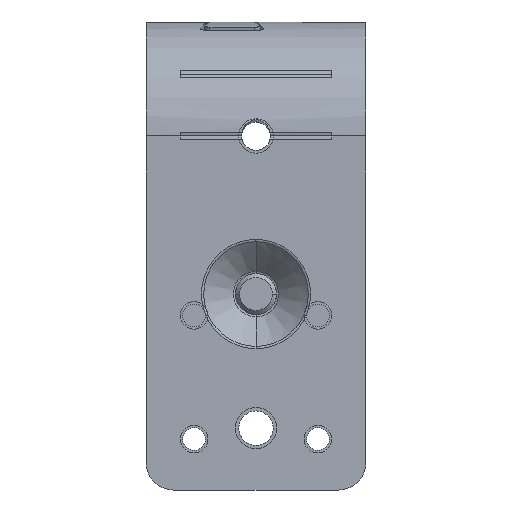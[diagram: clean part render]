
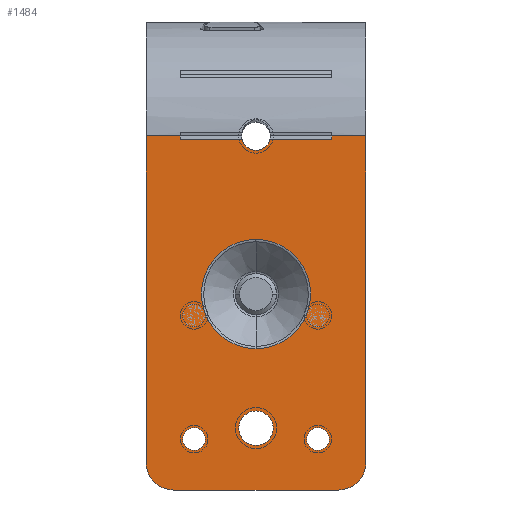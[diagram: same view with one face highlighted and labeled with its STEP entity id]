
A CAD part, front view. The second image highlights one B-rep face of the part: STEP entity #1484.
In plain terms, the highlighted planar face has unit normal (0, -1, 0).
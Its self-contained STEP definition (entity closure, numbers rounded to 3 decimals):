
#139=DIRECTION('',(0.,0.,-1.));
#140=VECTOR('',#139,5.);
#141=CARTESIAN_POINT('',(-51.5,0.,0.));
#142=LINE('',#141,#140);
#143=DIRECTION('',(1.,0.,0.));
#144=VECTOR('',#143,47.5);
#145=CARTESIAN_POINT('',(-51.5,0.,0.));
#146=LINE('',#145,#144);
#147=CARTESIAN_POINT('',(-4.,0.,-4.));
#148=DIRECTION('',(0.,-1.,0.));
#149=DIRECTION('',(1.,0.,0.));
#150=AXIS2_PLACEMENT_3D('',#147,#148,#149);
#152=DIRECTION('',(0.,0.,-1.));
#153=VECTOR('',#152,24.);
#154=CARTESIAN_POINT('',(0.,0.,-4.));
#155=LINE('',#154,#153);
#156=CARTESIAN_POINT('',(-4.,0.,-28.));
#157=DIRECTION('',(0.,-1.,0.));
#158=DIRECTION('',(0.,0.,-1.));
#159=AXIS2_PLACEMENT_3D('',#156,#157,#158);
#161=DIRECTION('',(-1.,0.,0.));
#162=VECTOR('',#161,47.5);
#163=CARTESIAN_POINT('',(-4.,0.,-32.));
#164=LINE('',#163,#162);
#165=DIRECTION('',(0.,0.,-1.));
#166=VECTOR('',#165,5.);
#167=CARTESIAN_POINT('',(-51.5,0.,-27.));
#168=LINE('',#167,#166);
#169=DIRECTION('',(1.,0.,0.));
#170=VECTOR('',#169,0.5);
#171=CARTESIAN_POINT('',(-51.5,0.,-27.));
#172=LINE('',#171,#170);
#173=DIRECTION('',(0.,0.,1.));
#174=VECTOR('',#173,8.96);
#175=CARTESIAN_POINT('',(-51.,0.,-27.));
#176=LINE('',#175,#174);
#177=CARTESIAN_POINT('',(-51.5,0.,-16.));
#178=DIRECTION('',(0.,-1.,0.));
#179=DIRECTION('',(0.238,0.,-0.971));
#180=AXIS2_PLACEMENT_3D('',#177,#178,#179);
#182=CARTESIAN_POINT('',(-51.5,0.,-16.));
#183=DIRECTION('',(0.,-1.,0.));
#184=DIRECTION('',(1.,0.,0.));
#185=AXIS2_PLACEMENT_3D('',#182,#183,#184);
#187=DIRECTION('',(0.,0.,1.));
#188=VECTOR('',#187,8.96);
#189=CARTESIAN_POINT('',(-51.,0.,-13.96));
#190=LINE('',#189,#188);
#191=DIRECTION('',(1.,0.,0.));
#192=VECTOR('',#191,0.5);
#193=CARTESIAN_POINT('',(-51.5,0.,-5.));
#194=LINE('',#193,#192);
#195=CARTESIAN_POINT('',(-28.5,0.,-16.));
#196=DIRECTION('',(0.,1.,0.));
#197=DIRECTION('',(-1.,0.,0.));
#198=AXIS2_PLACEMENT_3D('',#195,#196,#197);
#200=CARTESIAN_POINT('',(-28.5,0.,-16.));
#201=DIRECTION('',(0.,1.,0.));
#202=DIRECTION('',(1.,0.,0.));
#203=AXIS2_PLACEMENT_3D('',#200,#201,#202);
#205=CARTESIAN_POINT('',(-7.4,0.,-7.));
#206=DIRECTION('',(0.,1.,0.));
#207=DIRECTION('',(1.,0.,0.));
#208=AXIS2_PLACEMENT_3D('',#205,#206,#207);
#210=CARTESIAN_POINT('',(-7.4,0.,-7.));
#211=DIRECTION('',(0.,1.,0.));
#212=DIRECTION('',(-1.,0.,0.));
#213=AXIS2_PLACEMENT_3D('',#210,#211,#212);
#215=CARTESIAN_POINT('',(-7.4,0.,-25.));
#216=DIRECTION('',(0.,1.,0.));
#217=DIRECTION('',(1.,0.,0.));
#218=AXIS2_PLACEMENT_3D('',#215,#216,#217);
#220=CARTESIAN_POINT('',(-7.4,0.,-25.));
#221=DIRECTION('',(0.,1.,0.));
#222=DIRECTION('',(-1.,0.,0.));
#223=AXIS2_PLACEMENT_3D('',#220,#221,#222);
#225=CARTESIAN_POINT('',(-9.,0.,-16.));
#226=DIRECTION('',(0.,1.,0.));
#227=DIRECTION('',(1.,0.,0.));
#228=AXIS2_PLACEMENT_3D('',#225,#226,#227);
#230=CARTESIAN_POINT('',(-9.,0.,-16.));
#231=DIRECTION('',(0.,1.,0.));
#232=DIRECTION('',(-1.,0.,0.));
#233=AXIS2_PLACEMENT_3D('',#230,#231,#232);
#1099=CARTESIAN_POINT('',(-5.75,0.,-7.));
#1100=CARTESIAN_POINT('',(-9.05,0.,-7.));
#1101=VERTEX_POINT('',#1099);
#1102=VERTEX_POINT('',#1100);
#1119=CARTESIAN_POINT('',(-5.75,0.,-25.));
#1120=CARTESIAN_POINT('',(-9.05,0.,-25.));
#1121=VERTEX_POINT('',#1119);
#1122=VERTEX_POINT('',#1120);
#1143=CARTESIAN_POINT('',(-6.5,0.,-16.));
#1144=CARTESIAN_POINT('',(-11.5,0.,-16.));
#1145=VERTEX_POINT('',#1143);
#1146=VERTEX_POINT('',#1144);
#1151=CARTESIAN_POINT('',(-51.,0.,-18.04));
#1152=CARTESIAN_POINT('',(-49.4,0.,-16.));
#1153=VERTEX_POINT('',#1151);
#1154=VERTEX_POINT('',#1152);
#1155=CARTESIAN_POINT('',(-51.,0.,-13.96));
#1156=VERTEX_POINT('',#1155);
#1163=CARTESIAN_POINT('',(-51.,0.,-27.));
#1164=VERTEX_POINT('',#1163);
#1165=CARTESIAN_POINT('',(-51.,0.,-5.));
#1166=VERTEX_POINT('',#1165);
#1171=CARTESIAN_POINT('',(0.,0.,-4.));
#1172=CARTESIAN_POINT('',(-4.,0.,0.));
#1173=VERTEX_POINT('',#1171);
#1174=VERTEX_POINT('',#1172);
#1179=CARTESIAN_POINT('',(-4.,0.,-32.));
#1180=CARTESIAN_POINT('',(0.,0.,-28.));
#1181=VERTEX_POINT('',#1179);
#1182=VERTEX_POINT('',#1180);
#1211=CARTESIAN_POINT('',(-36.447,0.,-16.));
#1212=CARTESIAN_POINT('',(-20.553,0.,-16.));
#1213=VERTEX_POINT('',#1211);
#1214=VERTEX_POINT('',#1212);
#1257=CARTESIAN_POINT('',(-51.5,0.,0.));
#1259=VERTEX_POINT('',#1257);
#1261=CARTESIAN_POINT('',(-51.5,0.,-32.));
#1263=VERTEX_POINT('',#1261);
#1264=CARTESIAN_POINT('',(-51.5,0.,-5.));
#1265=VERTEX_POINT('',#1264);
#1270=CARTESIAN_POINT('',(-51.5,0.,-27.));
#1271=VERTEX_POINT('',#1270);
#1429=CARTESIAN_POINT('',(0.,0.,0.));
#1430=DIRECTION('',(0.,1.,0.));
#1431=DIRECTION('',(1.,0.,0.));
#1432=AXIS2_PLACEMENT_3D('',#1429,#1430,#1431);
#1433=PLANE('',#1432);
#1434=ORIENTED_EDGE('',*,*,#1367,.F.);
#1436=ORIENTED_EDGE('',*,*,#1435,.T.);
#1438=ORIENTED_EDGE('',*,*,#1437,.F.);
#1440=ORIENTED_EDGE('',*,*,#1439,.T.);
#1442=ORIENTED_EDGE('',*,*,#1441,.F.);
#1444=ORIENTED_EDGE('',*,*,#1443,.T.);
#1445=ORIENTED_EDGE('',*,*,#1381,.F.);
#1447=ORIENTED_EDGE('',*,*,#1446,.T.);
#1449=ORIENTED_EDGE('',*,*,#1448,.T.);
#1451=ORIENTED_EDGE('',*,*,#1450,.T.);
#1453=ORIENTED_EDGE('',*,*,#1452,.T.);
#1455=ORIENTED_EDGE('',*,*,#1454,.T.);
#1457=ORIENTED_EDGE('',*,*,#1456,.F.);
#1458=EDGE_LOOP('',(#1434,#1436,#1438,#1440,#1442,#1444,#1445,#1447,#1449,#1451,
#1453,#1455,#1457));
#1459=FACE_OUTER_BOUND('',#1458,.F.);
#1461=ORIENTED_EDGE('',*,*,#1460,.F.);
#1463=ORIENTED_EDGE('',*,*,#1462,.F.);
#1464=EDGE_LOOP('',(#1461,#1463));
#1465=FACE_BOUND('',#1464,.F.);
#1467=ORIENTED_EDGE('',*,*,#1466,.F.);
#1469=ORIENTED_EDGE('',*,*,#1468,.F.);
#1470=EDGE_LOOP('',(#1467,#1469));
#1471=FACE_BOUND('',#1470,.F.);
#1473=ORIENTED_EDGE('',*,*,#1472,.F.);
#1475=ORIENTED_EDGE('',*,*,#1474,.F.);
#1476=EDGE_LOOP('',(#1473,#1475));
#1477=FACE_BOUND('',#1476,.F.);
#1479=ORIENTED_EDGE('',*,*,#1478,.F.);
#1481=ORIENTED_EDGE('',*,*,#1480,.F.);
#1482=EDGE_LOOP('',(#1479,#1481));
#1483=FACE_BOUND('',#1482,.F.);
#1484=ADVANCED_FACE('',(#1459,#1465,#1471,#1477,#1483),#1433,.F.);
#151=CIRCLE('',#150,4.);
#160=CIRCLE('',#159,4.);
#181=CIRCLE('',#180,2.1);
#186=CIRCLE('',#185,2.1);
#199=CIRCLE('',#198,7.947);
#204=CIRCLE('',#203,7.947);
#209=CIRCLE('',#208,1.65);
#214=CIRCLE('',#213,1.65);
#219=CIRCLE('',#218,1.65);
#224=CIRCLE('',#223,1.65);
#229=CIRCLE('',#228,2.5);
#234=CIRCLE('',#233,2.5);
#1367=EDGE_CURVE('',#1259,#1265,#142,.T.);
#1381=EDGE_CURVE('',#1271,#1263,#168,.T.);
#1435=EDGE_CURVE('',#1259,#1174,#146,.T.);
#1437=EDGE_CURVE('',#1173,#1174,#151,.T.);
#1439=EDGE_CURVE('',#1173,#1182,#155,.T.);
#1441=EDGE_CURVE('',#1181,#1182,#160,.T.);
#1443=EDGE_CURVE('',#1181,#1263,#164,.T.);
#1446=EDGE_CURVE('',#1271,#1164,#172,.T.);
#1448=EDGE_CURVE('',#1164,#1153,#176,.T.);
#1450=EDGE_CURVE('',#1153,#1154,#181,.T.);
#1452=EDGE_CURVE('',#1154,#1156,#186,.T.);
#1454=EDGE_CURVE('',#1156,#1166,#190,.T.);
#1456=EDGE_CURVE('',#1265,#1166,#194,.T.);
#1460=EDGE_CURVE('',#1213,#1214,#199,.T.);
#1462=EDGE_CURVE('',#1214,#1213,#204,.T.);
#1466=EDGE_CURVE('',#1101,#1102,#209,.T.);
#1468=EDGE_CURVE('',#1102,#1101,#214,.T.);
#1472=EDGE_CURVE('',#1121,#1122,#219,.T.);
#1474=EDGE_CURVE('',#1122,#1121,#224,.T.);
#1478=EDGE_CURVE('',#1145,#1146,#229,.T.);
#1480=EDGE_CURVE('',#1146,#1145,#234,.T.);
